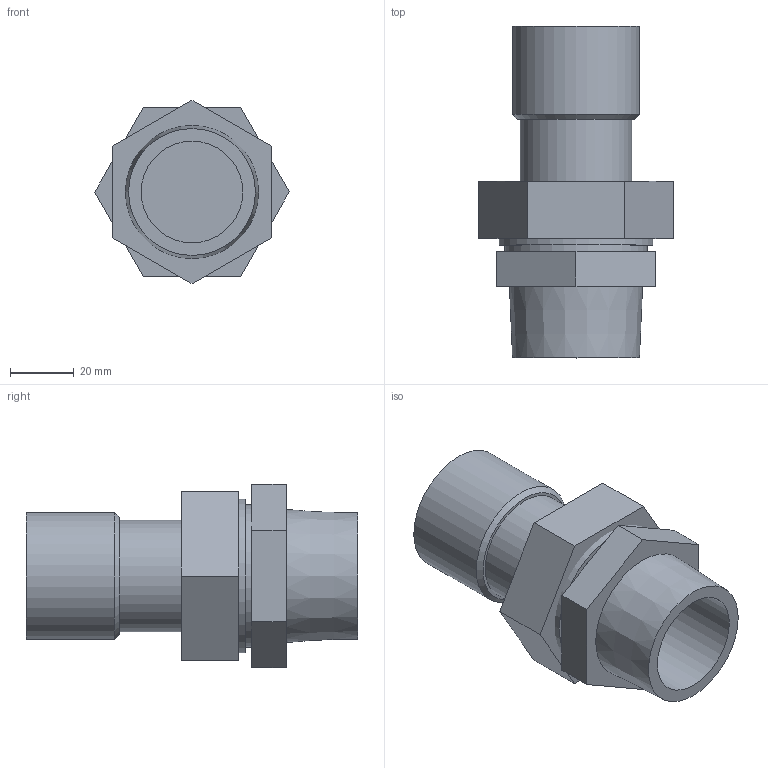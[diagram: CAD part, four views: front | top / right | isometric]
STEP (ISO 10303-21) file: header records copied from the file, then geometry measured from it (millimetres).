
FILE_DESCRIPTION(/* description */ ('Unknown'),/* implementation_level */ '2;1');
FILE_NAME(/* name */ 'F41R11-4DN35',/* time_stamp */ '2016-07-07T15:59:51+02:00',/* author */ ('Unknown'),/* organization */ ('Unknown'),/* preprocessor_version */ 'ST-DEVELOPER v16',/* originating_system */ 'DEX',/* authorisation */ $);
FILE_SCHEMA (('AUTOMOTIVE_DESIGN {1 0 10303 214 3 1 1}'));
Length unit declared in the file: millimetre
Products named in the file (4): F41R11-4DN35; TOPEUNIONDN35gen; TUERCA11-2_DN35gen; UNIONM11-4DN35gen
Assembly tree (3 placements, depth 2):
  F41R11-4DN35
    TOPEUNIONDN35gen
    TUERCA11-2_DN35gen
    UNIONM11-4DN35gen
Bounding box: 61.2 x 104.41 x 57.73 mm (x, y, z)
Volume: 73672.7 mm3; surface area: 38670.9 mm2
Topology: 3 solids, 3 shells, 38 faces, 74 edges, 50 vertices
Faces by surface type: plane 26, cylinder 10, cone 2
Full cylindrical faces by diameter (mm): 32 x2, 35 x2, 38 x1, 40 x1, 44.6 x1, 45 x1, 45.339 x1, 48.26 x1
Entity records: 1168 total; most frequent: DIRECTION 166, CARTESIAN_POINT 148, ORIENTED_EDGE 118, AXIS2_PLACEMENT_3D 65, EDGE_LOOP 62, FACE_BOUND 62, EDGE_CURVE 59, VERTEX_POINT 47
